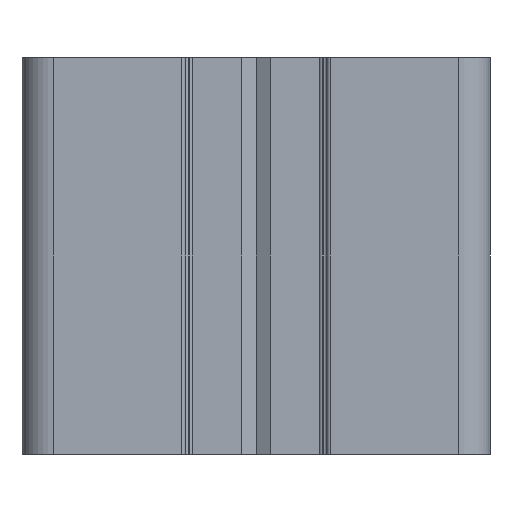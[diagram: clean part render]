
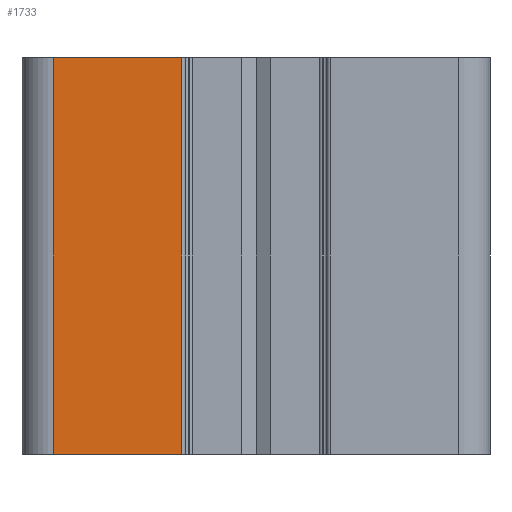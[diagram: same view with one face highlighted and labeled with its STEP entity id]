
A CAD part, front view. The second image highlights one B-rep face of the part: STEP entity #1733.
In plain terms, the highlighted planar face has unit normal (0, -1, 0).
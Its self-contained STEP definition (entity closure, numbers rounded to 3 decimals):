
#1668=CARTESIAN_POINT('',(10.25,0.,25.4));
#1669=VERTEX_POINT('',#1668);
#1677=CARTESIAN_POINT('',(10.25,0.,0.0));
#1678=VERTEX_POINT('',#1677);
#1679=CARTESIAN_POINT('',(10.25,0.,0.0));
#1680=DIRECTION('',(0.0,0.0,1.0));
#1681=VECTOR('',#1680,25.4);
#1682=LINE('',#1679,#1681);
#1683=EDGE_CURVE('',#1678,#1669,#1682,.T.);
#1703=CARTESIAN_POINT('',(10.25,0.,0.0));
#1704=DIRECTION('',(0.0,-1.0,0.0));
#1705=DIRECTION('',(0.0,0.0,-1.0));
#1706=AXIS2_PLACEMENT_3D('',#1703,#1704,#1705);
#1707=PLANE('',#1706);
#1708=CARTESIAN_POINT('',(2.0,0.,25.4));
#1709=VERTEX_POINT('',#1708);
#1710=CARTESIAN_POINT('',(10.25,0.,25.4));
#1711=DIRECTION('',(-1.0,0.0,0.0));
#1712=VECTOR('',#1711,8.25);
#1713=LINE('',#1710,#1712);
#1714=EDGE_CURVE('',#1669,#1709,#1713,.T.);
#1715=ORIENTED_EDGE('',*,*,#1714,.T.);
#1716=CARTESIAN_POINT('',(2.0,0.,0.0));
#1717=VERTEX_POINT('',#1716);
#1718=CARTESIAN_POINT('',(2.0,0.,0.0));
#1719=DIRECTION('',(0.0,0.0,1.0));
#1720=VECTOR('',#1719,25.4);
#1721=LINE('',#1718,#1720);
#1722=EDGE_CURVE('',#1717,#1709,#1721,.T.);
#1723=ORIENTED_EDGE('',*,*,#1722,.F.);
#1724=CARTESIAN_POINT('',(2.0,0.,0.0));
#1725=DIRECTION('',(1.0,0.0,0.0));
#1726=VECTOR('',#1725,8.25);
#1727=LINE('',#1724,#1726);
#1728=EDGE_CURVE('',#1717,#1678,#1727,.T.);
#1729=ORIENTED_EDGE('',*,*,#1728,.T.);
#1730=ORIENTED_EDGE('',*,*,#1683,.T.);
#1731=EDGE_LOOP('',(#1715,#1723,#1729,#1730));
#1732=FACE_OUTER_BOUND('',#1731,.T.);
#1733=ADVANCED_FACE('',(#1732),#1707,.T.);
